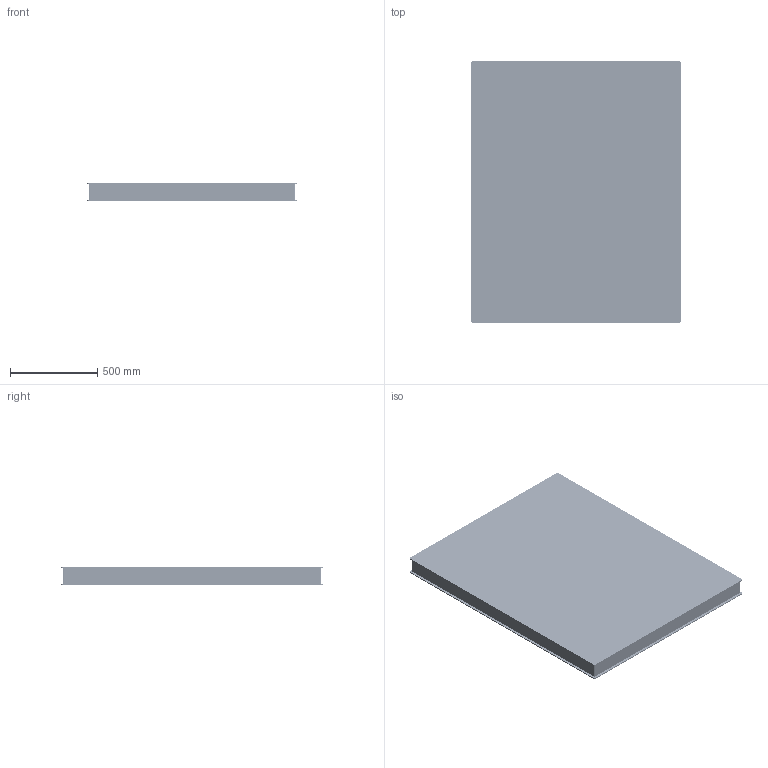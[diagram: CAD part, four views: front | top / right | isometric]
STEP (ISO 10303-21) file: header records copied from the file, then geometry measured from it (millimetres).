
FILE_DESCRIPTION (( 'STEP AP203' ), '1' );
FILE_NAME ('516065.STEP', '2024-06-19T02:50:28', ( '' ), ( '' ), 'SwSTEP 2.0', 'SolidWorks 2020', '' );
FILE_SCHEMA (( 'CONFIG_CONTROL_DESIGN' ));
Products named in the file (1): 516065
Bounding box: 1200 x 1500 x 100 mm (x, y, z)
Volume: 173474895.4 mm3; surface area: 4554233.4 mm2
Topology: 1 solids, 1 shells, 8064 faces, 16176 edges, 10784 vertices
Faces by surface type: cylinder 5352, plane 2712
Entity records: 215441 total; most frequent: DIRECTION 43010, CARTESIAN_POINT 35025, ORIENTED_EDGE 32352, AXIS2_PLACEMENT_3D 18769, EDGE_CURVE 16176, VERTEX_POINT 10784, EDGE_LOOP 10734, CIRCLE 10704
